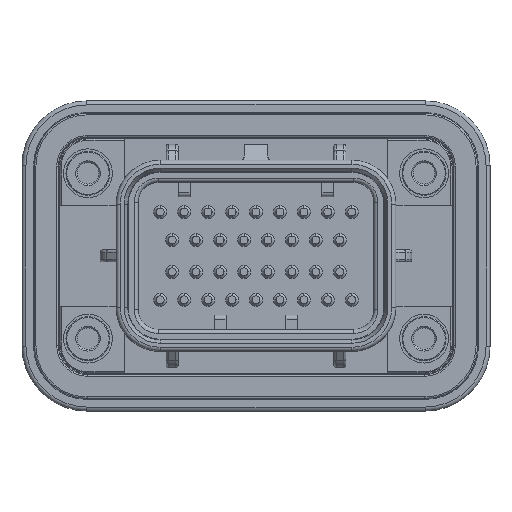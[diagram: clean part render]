
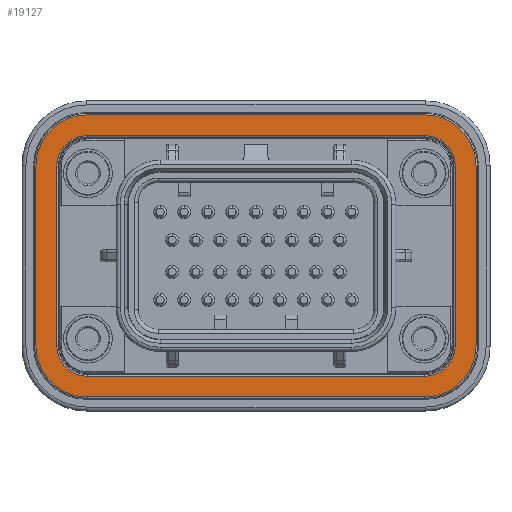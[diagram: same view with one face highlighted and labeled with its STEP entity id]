
A CAD part, top view. The second image highlights one B-rep face of the part: STEP entity #19127.
In plain terms, the highlighted planar face has unit normal (0, 0, 1).
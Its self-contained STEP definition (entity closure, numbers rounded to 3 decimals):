
#1987=CARTESIAN_POINT('',(21.13,-11.25,-14.64));
#1988=DIRECTION('',(0.,0.,1.));
#1989=DIRECTION('',(0.,-1.,0.));
#1990=AXIS2_PLACEMENT_3D('',#1987,#1988,#1989);
#1997=DIRECTION('',(-1.,0.,0.));
#1998=VECTOR('',#1997,42.26);
#1999=CARTESIAN_POINT('',(21.13,-17.65,-14.64));
#2000=LINE('',#1999,#1998);
#2010=CARTESIAN_POINT('',(-21.13,-11.25,-14.64));
#2011=DIRECTION('',(0.,0.,-1.));
#2012=DIRECTION('',(0.,-1.,0.));
#2013=AXIS2_PLACEMENT_3D('',#2010,#2011,#2012);
#2025=DIRECTION('',(0.,1.,0.));
#2026=VECTOR('',#2025,22.5);
#2027=CARTESIAN_POINT('',(-27.53,-11.25,-14.64));
#2028=LINE('',#2027,#2026);
#2038=CARTESIAN_POINT('',(-21.13,11.25,-14.64));
#2039=DIRECTION('',(0.,0.,-1.));
#2040=DIRECTION('',(-1.,0.,0.));
#2041=AXIS2_PLACEMENT_3D('',#2038,#2039,#2040);
#2053=DIRECTION('',(1.,0.,0.));
#2054=VECTOR('',#2053,42.26);
#2055=CARTESIAN_POINT('',(-21.13,17.65,-14.64));
#2056=LINE('',#2055,#2054);
#2066=CARTESIAN_POINT('',(21.13,11.25,-14.64));
#2067=DIRECTION('',(0.,0.,-1.));
#2068=DIRECTION('',(0.,1.,0.));
#2069=AXIS2_PLACEMENT_3D('',#2066,#2067,#2068);
#2081=DIRECTION('',(0.,-1.,0.));
#2082=VECTOR('',#2081,22.5);
#2083=CARTESIAN_POINT('',(27.53,11.25,-14.64));
#2084=LINE('',#2083,#2082);
#2099=CARTESIAN_POINT('',(21.13,-11.25,-14.64));
#2100=DIRECTION('',(0.,0.,1.));
#2101=DIRECTION('',(0.,-1.,0.));
#2102=AXIS2_PLACEMENT_3D('',#2099,#2100,#2101);
#2104=DIRECTION('',(-1.,0.,0.));
#2105=VECTOR('',#2104,42.26);
#2106=CARTESIAN_POINT('',(21.13,-15.05,-14.64));
#2107=LINE('',#2106,#2105);
#2113=CARTESIAN_POINT('',(-21.13,-11.25,-14.64));
#2114=DIRECTION('',(0.,0.,-1.));
#2115=DIRECTION('',(0.,-1.,0.));
#2116=AXIS2_PLACEMENT_3D('',#2113,#2114,#2115);
#2123=DIRECTION('',(0.,1.,0.));
#2124=VECTOR('',#2123,22.5);
#2125=CARTESIAN_POINT('',(-24.93,-11.25,-14.64));
#2126=LINE('',#2125,#2124);
#2132=CARTESIAN_POINT('',(-21.13,11.25,-14.64));
#2133=DIRECTION('',(0.,0.,-1.));
#2134=DIRECTION('',(-1.,0.,0.));
#2135=AXIS2_PLACEMENT_3D('',#2132,#2133,#2134);
#2142=DIRECTION('',(1.,0.,0.));
#2143=VECTOR('',#2142,42.26);
#2144=CARTESIAN_POINT('',(-21.13,15.05,-14.64));
#2145=LINE('',#2144,#2143);
#2151=CARTESIAN_POINT('',(21.13,11.25,-14.64));
#2152=DIRECTION('',(0.,0.,-1.));
#2153=DIRECTION('',(0.,1.,0.));
#2154=AXIS2_PLACEMENT_3D('',#2151,#2152,#2153);
#2161=DIRECTION('',(0.,-1.,0.));
#2162=VECTOR('',#2161,22.5);
#2163=CARTESIAN_POINT('',(24.93,11.25,-14.64));
#2164=LINE('',#2163,#2162);
#16605=CARTESIAN_POINT('',(21.13,-17.65,-14.64));
#16606=CARTESIAN_POINT('',(27.53,-11.25,-14.64));
#16607=VERTEX_POINT('',#16605);
#16608=VERTEX_POINT('',#16606);
#16609=CARTESIAN_POINT('',(21.13,-15.05,-14.64));
#16610=CARTESIAN_POINT('',(24.93,-11.25,-14.64));
#16611=VERTEX_POINT('',#16609);
#16612=VERTEX_POINT('',#16610);
#16613=CARTESIAN_POINT('',(-21.13,-17.65,-14.64));
#16614=VERTEX_POINT('',#16613);
#16615=CARTESIAN_POINT('',(-21.13,-15.05,-14.64));
#16616=VERTEX_POINT('',#16615);
#16617=CARTESIAN_POINT('',(-27.53,-11.25,-14.64));
#16618=VERTEX_POINT('',#16617);
#16619=CARTESIAN_POINT('',(-24.93,-11.25,-14.64));
#16620=VERTEX_POINT('',#16619);
#16621=CARTESIAN_POINT('',(-27.53,11.25,-14.64));
#16622=VERTEX_POINT('',#16621);
#16623=CARTESIAN_POINT('',(-24.93,11.25,-14.64));
#16624=VERTEX_POINT('',#16623);
#16625=CARTESIAN_POINT('',(-21.13,17.65,-14.64));
#16626=VERTEX_POINT('',#16625);
#16627=CARTESIAN_POINT('',(-21.13,15.05,-14.64));
#16628=VERTEX_POINT('',#16627);
#16629=CARTESIAN_POINT('',(21.13,17.65,-14.64));
#16630=VERTEX_POINT('',#16629);
#16631=CARTESIAN_POINT('',(21.13,15.05,-14.64));
#16632=VERTEX_POINT('',#16631);
#16633=CARTESIAN_POINT('',(27.53,11.25,-14.64));
#16634=VERTEX_POINT('',#16633);
#16635=CARTESIAN_POINT('',(24.93,11.25,-14.64));
#16636=VERTEX_POINT('',#16635);
#19087=CARTESIAN_POINT('',(21.13,-11.25,-14.64));
#19088=DIRECTION('',(0.,0.,1.));
#19089=DIRECTION('',(0.,1.,0.));
#19090=AXIS2_PLACEMENT_3D('',#19087,#19088,#19089);
#19091=PLANE('',#19090);
#19092=ORIENTED_EDGE('',*,*,#19077,.F.);
#19094=ORIENTED_EDGE('',*,*,#19093,.T.);
#19096=ORIENTED_EDGE('',*,*,#19095,.T.);
#19098=ORIENTED_EDGE('',*,*,#19097,.T.);
#19100=ORIENTED_EDGE('',*,*,#19099,.T.);
#19102=ORIENTED_EDGE('',*,*,#19101,.T.);
#19104=ORIENTED_EDGE('',*,*,#19103,.T.);
#19106=ORIENTED_EDGE('',*,*,#19105,.T.);
#19107=EDGE_LOOP('',(#19092,#19094,#19096,#19098,#19100,#19102,#19104,#19106));
#19108=FACE_OUTER_BOUND('',#19107,.F.);
#19110=ORIENTED_EDGE('',*,*,#19109,.T.);
#19112=ORIENTED_EDGE('',*,*,#19111,.F.);
#19114=ORIENTED_EDGE('',*,*,#19113,.F.);
#19116=ORIENTED_EDGE('',*,*,#19115,.F.);
#19118=ORIENTED_EDGE('',*,*,#19117,.F.);
#19120=ORIENTED_EDGE('',*,*,#19119,.F.);
#19122=ORIENTED_EDGE('',*,*,#19121,.F.);
#19124=ORIENTED_EDGE('',*,*,#19123,.F.);
#19125=EDGE_LOOP('',(#19110,#19112,#19114,#19116,#19118,#19120,#19122,#19124));
#19126=FACE_BOUND('',#19125,.F.);
#1991=CIRCLE('',#1990,6.4);
#2014=CIRCLE('',#2013,6.4);
#2042=CIRCLE('',#2041,6.4);
#2070=CIRCLE('',#2069,6.4);
#2103=CIRCLE('',#2102,3.8);
#2117=CIRCLE('',#2116,3.8);
#2136=CIRCLE('',#2135,3.8);
#2155=CIRCLE('',#2154,3.8);
#19077=EDGE_CURVE('',#16607,#16608,#1991,.T.);
#19093=EDGE_CURVE('',#16607,#16614,#2000,.T.);
#19095=EDGE_CURVE('',#16614,#16618,#2014,.T.);
#19097=EDGE_CURVE('',#16618,#16622,#2028,.T.);
#19099=EDGE_CURVE('',#16622,#16626,#2042,.T.);
#19101=EDGE_CURVE('',#16626,#16630,#2056,.T.);
#19103=EDGE_CURVE('',#16630,#16634,#2070,.T.);
#19105=EDGE_CURVE('',#16634,#16608,#2084,.T.);
#19109=EDGE_CURVE('',#16611,#16612,#2103,.T.);
#19111=EDGE_CURVE('',#16636,#16612,#2164,.T.);
#19113=EDGE_CURVE('',#16632,#16636,#2155,.T.);
#19115=EDGE_CURVE('',#16628,#16632,#2145,.T.);
#19117=EDGE_CURVE('',#16624,#16628,#2136,.T.);
#19119=EDGE_CURVE('',#16620,#16624,#2126,.T.);
#19121=EDGE_CURVE('',#16616,#16620,#2117,.T.);
#19123=EDGE_CURVE('',#16611,#16616,#2107,.T.);
#19127=ADVANCED_FACE('',(#19108,#19126),#19091,.T.);
